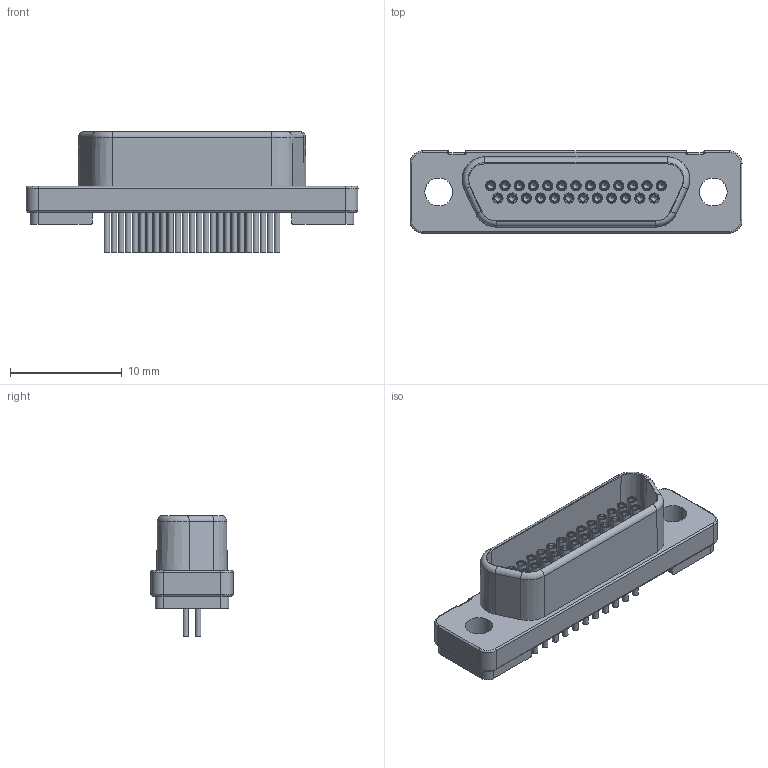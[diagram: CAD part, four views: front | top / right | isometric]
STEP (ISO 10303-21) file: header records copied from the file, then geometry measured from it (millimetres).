
FILE_DESCRIPTION (( 'STEP AP203' ), '1' );
FILE_NAME ('380-025-213L001.STEP', '2021-06-16T15:59:24', ( '' ), ( '' ), 'SwSTEP 2.0', 'SolidWorks 2020', '' );
FILE_SCHEMA (( 'CONFIG_CONTROL_DESIGN' ));
Length unit declared in the file: millimetre
Products named in the file (1): 380-025-213L001
Bounding box: 29.7 x 7.35 x 10.8 mm (x, y, z)
Volume: 707.9 mm3; surface area: 1718.9 mm2
Topology: 1 solids, 1 shells, 390 faces, 790 edges, 505 vertices
Faces by surface type: cylinder 175, plane 137, cone 58, torus 20
Full cylindrical faces by diameter (mm): 0.5 x25, 0.57 x25, 0.85 x25, 0.92 x25, 1 x25, 2.5 x2
Entity records: 9289 total; most frequent: CARTESIAN_POINT 1785, DIRECTION 1684, ORIENTED_EDGE 1126, AXIS2_PLACEMENT_3D 772, EDGE_LOOP 674, EDGE_CURVE 563, FACE_OUTER_BOUND 517, VERTEX_POINT 455
